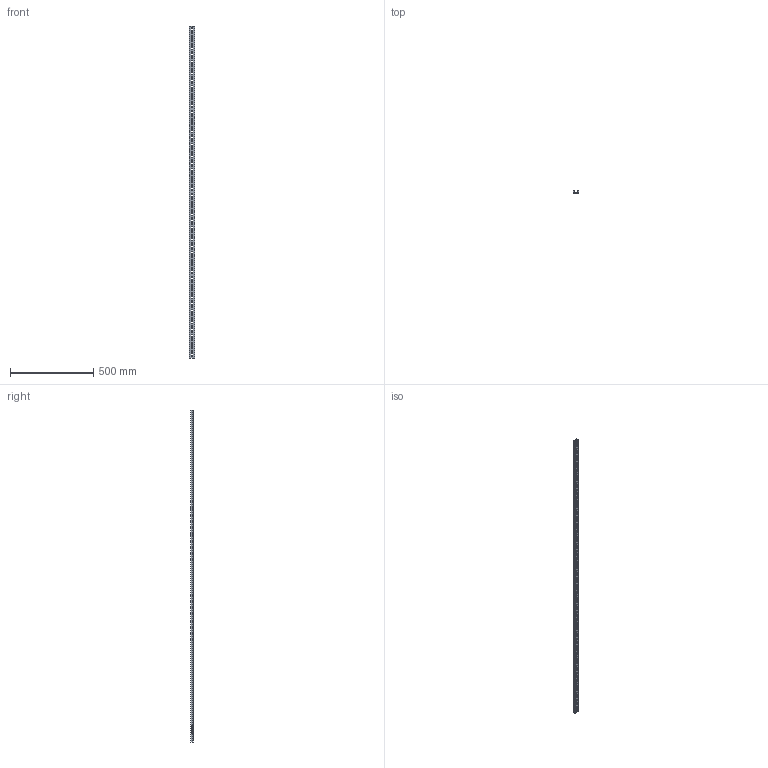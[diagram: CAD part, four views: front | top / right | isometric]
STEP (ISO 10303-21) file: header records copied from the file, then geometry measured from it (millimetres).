
FILE_DESCRIPTION (( 'STEP AP214' ), '1' );
FILE_NAME ('1119656_KSTP1.stp', '2018-07-27T08:32:50', ( '' ), ( '' ), 'SwSTEP 2.0', 'SolidWorks 2016', '' );
FILE_SCHEMA (( 'AUTOMOTIVE_DESIGN' ));
Length unit declared in the file: millimetre
Products named in the file (1): 1119656_KSTP1
Bounding box: 34.96 x 18 x 2000 mm (x, y, z)
Volume: 210283 mm3; surface area: 291766.2 mm2
Topology: 1 solids, 1 shells, 346 faces, 943 edges, 618 vertices
Faces by surface type: plane 191, cylinder 106, bspline 49
Entity records: 13406 total; most frequent: CARTESIAN_POINT 4612, ORIENTED_EDGE 1886, DIRECTION 1653, EDGE_CURVE 943, VECTOR 633, LINE 633, VERTEX_POINT 618, AXIS2_PLACEMENT_3D 510
